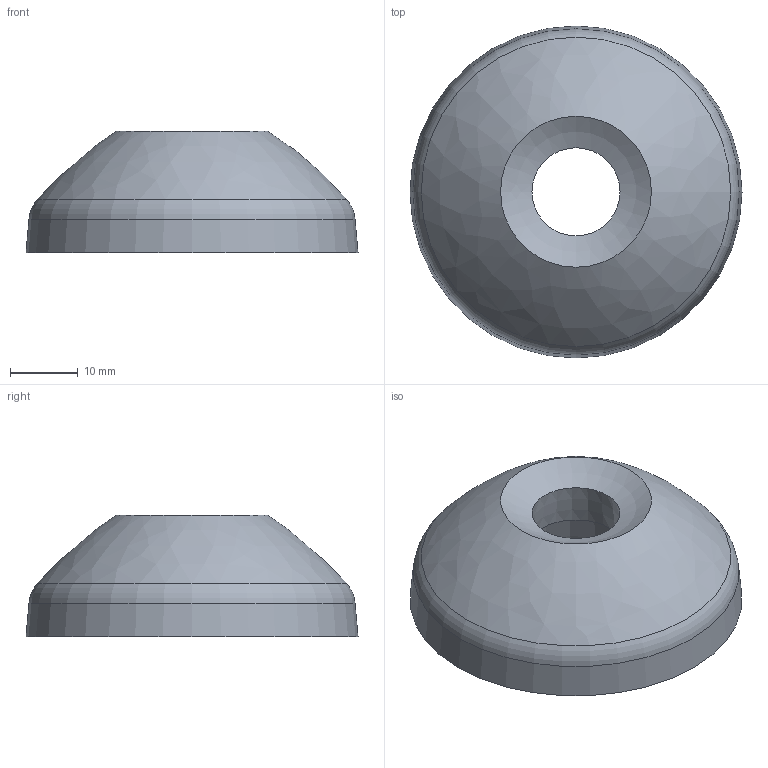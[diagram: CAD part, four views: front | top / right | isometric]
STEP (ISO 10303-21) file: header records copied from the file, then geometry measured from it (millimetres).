
FILE_DESCRIPTION(/* description */ ('Teller 50 für feste Stellfüße'),/* implementation_level */ '2;1');
FILE_NAME(/* name */ '203600400 Teller 50 für feste Stellfüße.stp',/* time_stamp */ '2020-01-30T11:52:33+01:00',/* author */ ('wheldmann'),/* organization */ (''),/* preprocessor_version */ 'ST-DEVELOPER v17.2',/* originating_system */ 'Autodesk Inventor 2019',/* authorisation */ ' ');
FILE_SCHEMA (('AUTOMOTIVE_DESIGN { 1 0 10303 214 3 1 1 }'));
Length unit declared in the file: millimetre
Products named in the file (1): 203600400
Bounding box: 49 x 49 x 18 mm (x, y, z)
Volume: 16109.4 mm3; surface area: 6838.5 mm2
Topology: 1 solids, 1 shells, 13 faces, 37 edges, 28 vertices
Faces by surface type: plane 4, cone 4, cylinder 2, torus 1, bspline 1, sphere 1
Full cylindrical faces by diameter (mm): 29.5 x1, 41 x1
Entity records: 529 total; most frequent: CARTESIAN_POINT 105, DIRECTION 94, ORIENTED_EDGE 74, AXIS2_PLACEMENT_3D 44, EDGE_CURVE 37, CIRCLE 31, VERTEX_POINT 28, EDGE_LOOP 17
